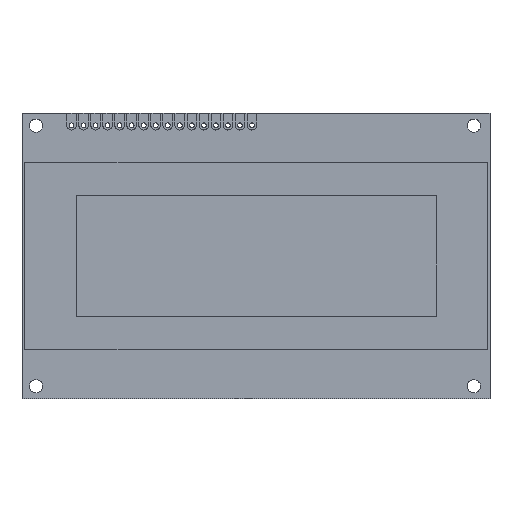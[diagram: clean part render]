
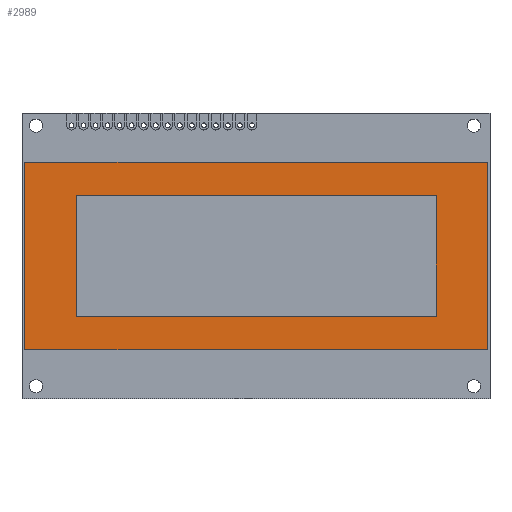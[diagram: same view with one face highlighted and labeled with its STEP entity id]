
A CAD part, top view. The second image highlights one B-rep face of the part: STEP entity #2989.
In plain terms, the highlighted planar face has unit normal (0, 0, 1).
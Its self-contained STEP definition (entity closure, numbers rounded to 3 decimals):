
#110 = CARTESIAN_POINT ( 'NONE',  ( 0.6, 49.9, 7.3 ) ) ;
#137 = EDGE_CURVE ( 'NONE', #5354, #4518, #1426, .T. ) ;
#241 = CARTESIAN_POINT ( 'NONE',  ( 98.3, 49.9, 7.3 ) ) ;
#293 = CARTESIAN_POINT ( 'NONE',  ( 98.3, 10.3, 7.3 ) ) ;
#334 = ORIENTED_EDGE ( 'NONE', *, *, #3483, .T. ) ;
#356 = VECTOR ( 'NONE', #2746, 1000. ) ;
#378 = EDGE_CURVE ( 'NONE', #722, #1583, #5345, .T. ) ;
#380 = CARTESIAN_POINT ( 'NONE',  ( 87.45, 17.35, 7.3 ) ) ;
#383 = CARTESIAN_POINT ( 'NONE',  ( 0.6, 49.9, 7.3 ) ) ;
#405 = EDGE_CURVE ( 'NONE', #5540, #5354, #5258, .T. ) ;
#715 = VECTOR ( 'NONE', #2750, 1000. ) ;
#722 = VERTEX_POINT ( 'NONE', #293 ) ;
#793 = EDGE_CURVE ( 'NONE', #3902, #3934, #3146, .T. ) ;
#851 = CARTESIAN_POINT ( 'NONE',  ( 0.6, 49.9, 7.3 ) ) ;
#905 = VECTOR ( 'NONE', #4426, 1000. ) ;
#1143 = CARTESIAN_POINT ( 'NONE',  ( 11.45, 42.85, 7.3 ) ) ;
#1379 = DIRECTION ( 'NONE',  ( 1., 0., 0. ) ) ;
#1426 = LINE ( 'NONE', #2894, #4729 ) ;
#1561 = PLANE ( 'NONE',  #2174 ) ;
#1583 = VERTEX_POINT ( 'NONE', #2462 ) ;
#1744 = CARTESIAN_POINT ( 'NONE',  ( 0.6, 10.3, 7.3 ) ) ;
#1751 = ORIENTED_EDGE ( 'NONE', *, *, #2342, .F. ) ;
#1960 = VECTOR ( 'NONE', #3089, 1000. ) ;
#1994 = VECTOR ( 'NONE', #1379, 1000. ) ;
#2111 = ORIENTED_EDGE ( 'NONE', *, *, #378, .T. ) ;
#2174 = AXIS2_PLACEMENT_3D ( 'NONE', #383, #5385, #2177 ) ;
#2177 = DIRECTION ( 'NONE',  ( 1., 0., 0. ) ) ;
#2328 = DIRECTION ( 'NONE',  ( 0., 1., 0. ) ) ;
#2342 = EDGE_CURVE ( 'NONE', #5867, #5540, #5388, .T. ) ;
#2462 = CARTESIAN_POINT ( 'NONE',  ( 98.3, 49.9, 7.3 ) ) ;
#2648 = CARTESIAN_POINT ( 'NONE',  ( 11.45, 17.35, 7.3 ) ) ;
#2746 = DIRECTION ( 'NONE',  ( -1., 0., 0. ) ) ;
#2750 = DIRECTION ( 'NONE',  ( 0., -1., 0. ) ) ;
#2791 = EDGE_LOOP ( 'NONE', ( #3631, #3503, #3416, #1751 ) ) ;
#2807 = VECTOR ( 'NONE', #4150, 1000. ) ;
#2894 = CARTESIAN_POINT ( 'NONE',  ( 87.45, 42.85, 7.3 ) ) ;
#2989 = ADVANCED_FACE ( 'NONE', ( #4681, #3839 ), #1561, .T. ) ;
#3089 = DIRECTION ( 'NONE',  ( 0., 1., 0. ) ) ;
#3146 = LINE ( 'NONE', #4956, #2807 ) ;
#3151 = EDGE_CURVE ( 'NONE', #1583, #3902, #3228, .T. ) ;
#3228 = LINE ( 'NONE', #851, #356 ) ;
#3354 = CARTESIAN_POINT ( 'NONE',  ( 11.45, 17.35, 7.3 ) ) ;
#3416 = ORIENTED_EDGE ( 'NONE', *, *, #405, .F. ) ;
#3483 = EDGE_CURVE ( 'NONE', #3934, #722, #5491, .T. ) ;
#3503 = ORIENTED_EDGE ( 'NONE', *, *, #137, .F. ) ;
#3550 = EDGE_LOOP ( 'NONE', ( #4950, #334, #2111, #5068 ) ) ;
#3631 = ORIENTED_EDGE ( 'NONE', *, *, #4123, .F. ) ;
#3791 = CARTESIAN_POINT ( 'NONE',  ( 0.6, 10.3, 7.3 ) ) ;
#3829 = CARTESIAN_POINT ( 'NONE',  ( 87.45, 42.85, 7.3 ) ) ;
#3839 = FACE_OUTER_BOUND ( 'NONE', #3550, .T. ) ;
#3902 = VERTEX_POINT ( 'NONE', #110 ) ;
#3934 = VERTEX_POINT ( 'NONE', #3791 ) ;
#3956 = LINE ( 'NONE', #5324, #5681 ) ;
#4123 = EDGE_CURVE ( 'NONE', #4518, #5867, #3956, .T. ) ;
#4150 = DIRECTION ( 'NONE',  ( 0., -1., 0. ) ) ;
#4426 = DIRECTION ( 'NONE',  ( 1., 0., 0. ) ) ;
#4518 = VERTEX_POINT ( 'NONE', #3829 ) ;
#4681 = FACE_BOUND ( 'NONE', #2791, .T. ) ;
#4729 = VECTOR ( 'NONE', #2328, 1000. ) ;
#4950 = ORIENTED_EDGE ( 'NONE', *, *, #793, .T. ) ;
#4956 = CARTESIAN_POINT ( 'NONE',  ( 0.6, 49.9, 7.3 ) ) ;
#5068 = ORIENTED_EDGE ( 'NONE', *, *, #3151, .T. ) ;
#5258 = LINE ( 'NONE', #2648, #905 ) ;
#5324 = CARTESIAN_POINT ( 'NONE',  ( 11.45, 42.85, 7.3 ) ) ;
#5345 = LINE ( 'NONE', #241, #1960 ) ;
#5354 = VERTEX_POINT ( 'NONE', #380 ) ;
#5385 = DIRECTION ( 'NONE',  ( 0., 0., 1. ) ) ;
#5388 = LINE ( 'NONE', #5869, #715 ) ;
#5491 = LINE ( 'NONE', #1744, #1994 ) ;
#5540 = VERTEX_POINT ( 'NONE', #3354 ) ;
#5645 = DIRECTION ( 'NONE',  ( -1., 0., 0. ) ) ;
#5681 = VECTOR ( 'NONE', #5645, 1000. ) ;
#5867 = VERTEX_POINT ( 'NONE', #1143 ) ;
#5869 = CARTESIAN_POINT ( 'NONE',  ( 11.45, 42.85, 7.3 ) ) ;
